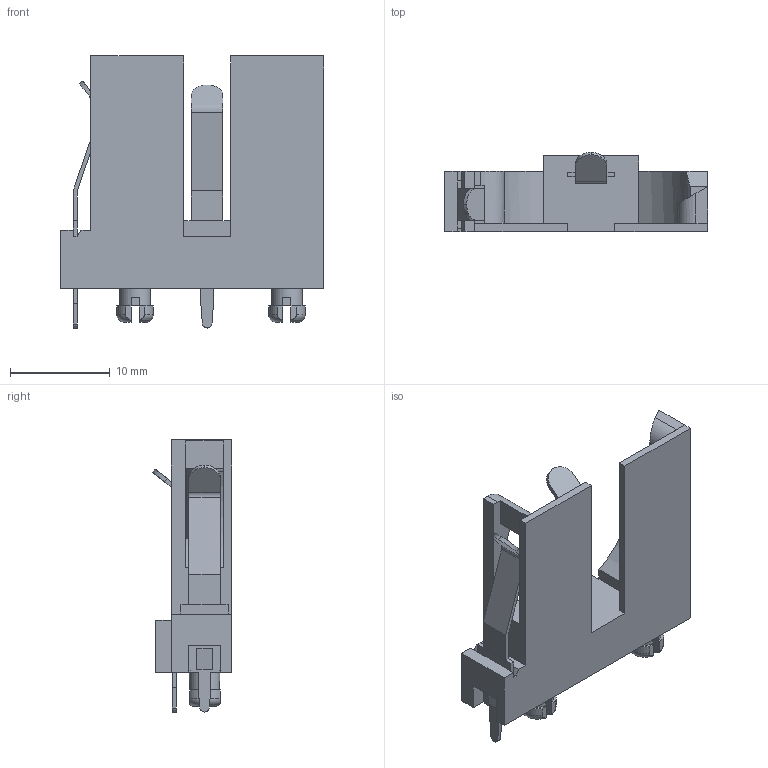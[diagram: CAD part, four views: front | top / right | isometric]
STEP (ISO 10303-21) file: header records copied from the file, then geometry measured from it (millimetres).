
FILE_DESCRIPTION(/* description */ (''),/* implementation_level */ '2;1');
FILE_NAME(/* name */ 'BATH_KEYSTONE_1065.stp',/* time_stamp */ '2016-03-14T11:08:52+01:00',/* author */ ('riccim'),/* organization */ (''),/* preprocessor_version */ 'ST-DEVELOPER v15.5',/* originating_system */ 'AutoCAD Mechanical',/* authorisation */ ' ');
FILE_SCHEMA (('AUTOMOTIVE_DESIGN { 1 0 10303 214 3 1 1 }'));
Length unit declared in the file: millimetre
Products named in the file (1): Product
Bounding box: 26.42 x 7.95 x 27.3 mm (x, y, z)
Volume: 1687.4 mm3; surface area: 2172.2 mm2
Topology: 5 solids, 5 shells, 161 faces, 426 edges, 278 vertices
Faces by surface type: plane 135, cylinder 18, torus 4, bspline 4
Full cylindrical faces by diameter (mm): 3.089 x2
Entity records: 5142 total; most frequent: CARTESIAN_POINT 1209, ORIENTED_EDGE 844, DIRECTION 744, EDGE_CURVE 422, LINE 332, VECTOR 332, VERTEX_POINT 276, AXIS2_PLACEMENT_3D 206
